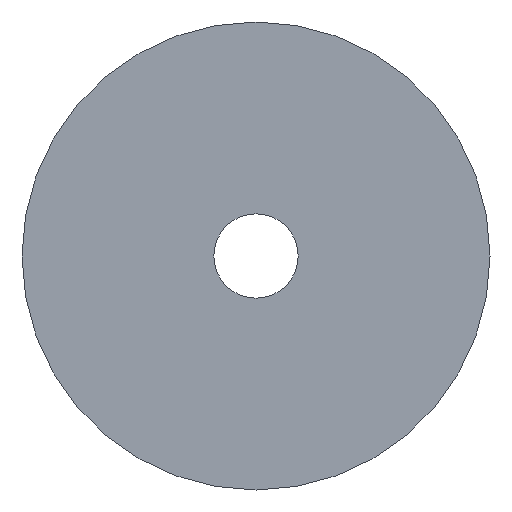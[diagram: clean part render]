
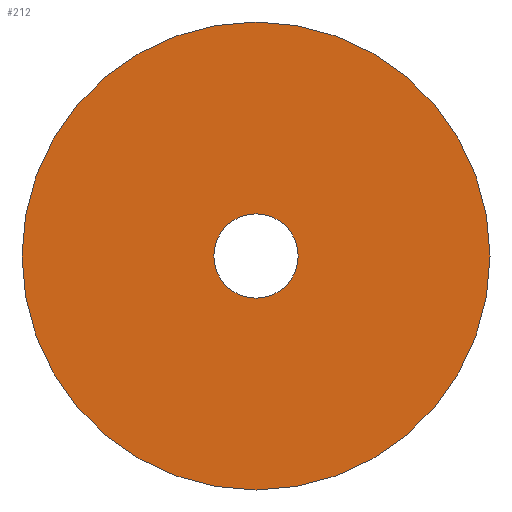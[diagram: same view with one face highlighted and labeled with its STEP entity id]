
A CAD part, front view. The second image highlights one B-rep face of the part: STEP entity #212.
In plain terms, the highlighted planar face has unit normal (0, -1, 0).
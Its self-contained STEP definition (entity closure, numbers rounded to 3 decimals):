
#4 = PLANE ( 'NONE',  #77 ) ;
#11 = DIRECTION ( 'NONE',  ( 0., -1., 0. ) ) ;
#30 = ORIENTED_EDGE ( 'NONE', *, *, #169, .F. ) ;
#32 = CARTESIAN_POINT ( 'NONE',  ( 0., -6.011, -12.5 ) ) ;
#33 = CARTESIAN_POINT ( 'NONE',  ( 0., -6.011, 0. ) ) ;
#36 = EDGE_CURVE ( 'NONE', #57, #235, #115, .T. ) ;
#44 = CARTESIAN_POINT ( 'NONE',  ( 12.5, -6.011, 0. ) ) ;
#46 = AXIS2_PLACEMENT_3D ( 'NONE', #187, #66, #191 ) ;
#51 = AXIS2_PLACEMENT_3D ( 'NONE', #149, #11, #82 ) ;
#57 = VERTEX_POINT ( 'NONE', #32 ) ;
#62 = CIRCLE ( 'NONE', #46, 12.5 ) ;
#66 = DIRECTION ( 'NONE',  ( 0., -1., 0. ) ) ;
#67 = EDGE_CURVE ( 'NONE', #206, #233, #173, .T. ) ;
#71 = DIRECTION ( 'NONE',  ( 0., -1., 0. ) ) ;
#77 = AXIS2_PLACEMENT_3D ( 'NONE', #44, #118, #160 ) ;
#78 = EDGE_LOOP ( 'NONE', ( #236, #30 ) ) ;
#80 = DIRECTION ( 'NONE',  ( 0., -1., 0. ) ) ;
#82 = DIRECTION ( 'NONE',  ( 0., 0., -1. ) ) ;
#89 = CARTESIAN_POINT ( 'NONE',  ( 0., -6.011, 2.25 ) ) ;
#114 = CARTESIAN_POINT ( 'NONE',  ( 0., -6.011, -2.25 ) ) ;
#115 = CIRCLE ( 'NONE', #254, 12.5 ) ;
#117 = DIRECTION ( 'NONE',  ( 0., 0., -1. ) ) ;
#118 = DIRECTION ( 'NONE',  ( 0., -1., 0. ) ) ;
#149 = CARTESIAN_POINT ( 'NONE',  ( 0., -6.011, 0. ) ) ;
#150 = CIRCLE ( 'NONE', #199, 2.25 ) ;
#160 = DIRECTION ( 'NONE',  ( 0., 0., -1. ) ) ;
#169 = EDGE_CURVE ( 'NONE', #233, #206, #150, .T. ) ;
#173 = CIRCLE ( 'NONE', #51, 2.25 ) ;
#176 = EDGE_LOOP ( 'NONE', ( #255, #218 ) ) ;
#187 = CARTESIAN_POINT ( 'NONE',  ( 0., -6.011, 0. ) ) ;
#191 = DIRECTION ( 'NONE',  ( 0., 0., -1. ) ) ;
#199 = AXIS2_PLACEMENT_3D ( 'NONE', #207, #71, #117 ) ;
#206 = VERTEX_POINT ( 'NONE', #114 ) ;
#207 = CARTESIAN_POINT ( 'NONE',  ( 0., -6.011, 0. ) ) ;
#208 = FACE_OUTER_BOUND ( 'NONE', #176, .T. ) ;
#212 = ADVANCED_FACE ( 'NONE', ( #208, #224 ), #4, .T. ) ;
#218 = ORIENTED_EDGE ( 'NONE', *, *, #234, .T. ) ;
#221 = DIRECTION ( 'NONE',  ( 0., 0., -1. ) ) ;
#224 = FACE_BOUND ( 'NONE', #78, .T. ) ;
#233 = VERTEX_POINT ( 'NONE', #89 ) ;
#234 = EDGE_CURVE ( 'NONE', #235, #57, #62, .T. ) ;
#235 = VERTEX_POINT ( 'NONE', #264 ) ;
#236 = ORIENTED_EDGE ( 'NONE', *, *, #67, .F. ) ;
#254 = AXIS2_PLACEMENT_3D ( 'NONE', #33, #80, #221 ) ;
#255 = ORIENTED_EDGE ( 'NONE', *, *, #36, .T. ) ;
#264 = CARTESIAN_POINT ( 'NONE',  ( 0., -6.011, 12.5 ) ) ;
